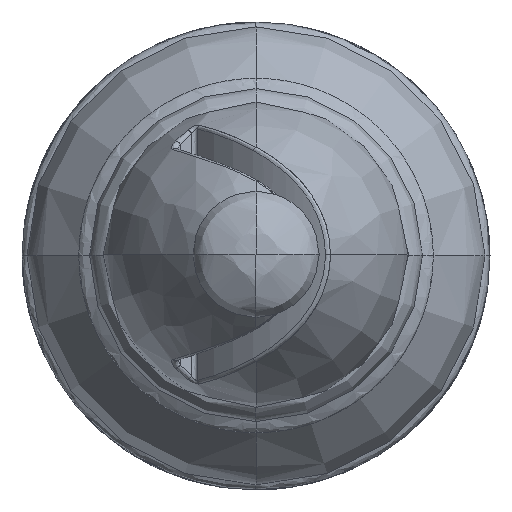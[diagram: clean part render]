
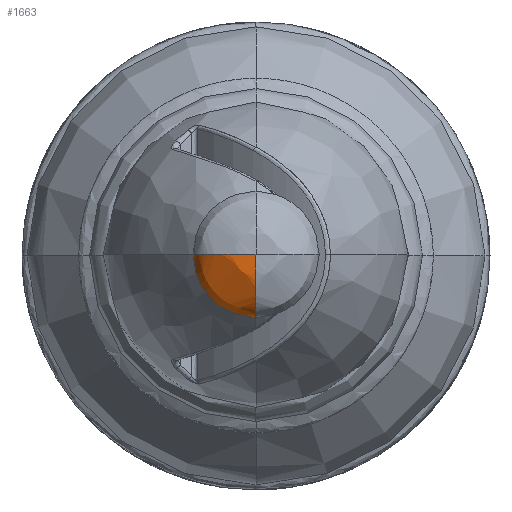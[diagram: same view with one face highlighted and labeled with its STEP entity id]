
A CAD part, top view. The second image highlights one B-rep face of the part: STEP entity #1663.
In plain terms, the highlighted free-form (B-spline) face has degree [5, 3] with [6, 7] control points.
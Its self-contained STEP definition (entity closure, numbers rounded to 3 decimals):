
#24=B_SPLINE_SURFACE_WITH_KNOTS('',5,3,((#7469,#7470,#7471,#7472,#7473,
#7474,#7475),(#7476,#7477,#7478,#7479,#7480,#7481,#7482),(#7483,#7484,#7485,
#7486,#7487,#7488,#7489),(#7490,#7491,#7492,#7493,#7494,#7495,#7496),(#7497,
#7498,#7499,#7500,#7501,#7502,#7503),(#7504,#7505,#7506,#7507,#7508,#7509,
#7510)),.UNSPECIFIED.,.F.,.F.,.F.,(6,6),(4,1,1,1,4),(0.,132.704),
(0.,28.651,58.181,98.456,158.57),
 .UNSPECIFIED.);
#180=B_SPLINE_CURVE_WITH_KNOTS('',3,(#7514,#7515,#7516,#7517,#7518,#7519,
#7520),.UNSPECIFIED.,.F.,.F.,(4,1,1,1,4),(4.626,28.651,
58.181,98.456,158.57),.UNSPECIFIED.);
#181=B_SPLINE_CURVE_WITH_KNOTS('',3,(#7521,#7522,#7523,#7524,#7525,#7526,
#7527),.UNSPECIFIED.,.F.,.F.,(4,1,1,1,4),(4.626,28.651,
58.181,98.456,158.57),.UNSPECIFIED.);
#182=B_SPLINE_CURVE_WITH_KNOTS('',3,(#7528,#7529,#7530,#7531,#7532,#7533,
#7534,#7535,#7536,#7537,#7538),.UNSPECIFIED.,.F.,.F.,(4,1,1,1,1,1,1,1,4),
(0.,0.125,0.25,0.375,0.5,
0.625,0.75,0.875,1.),.UNSPECIFIED.);
#1663=ADVANCED_FACE('',(#1768),#24,.T.);
#1768=FACE_OUTER_BOUND('',#1873,.T.);
#1873=EDGE_LOOP('',(#2078,#2079,#2080));
#2078=ORIENTED_EDGE('',*,*,#2504,.T.);
#2079=ORIENTED_EDGE('',*,*,#2505,.F.);
#2080=ORIENTED_EDGE('',*,*,#2506,.F.);
#2504=EDGE_CURVE('',#2980,#2979,#180,.T.);
#2505=EDGE_CURVE('',#2981,#2979,#181,.T.);
#2506=EDGE_CURVE('',#2980,#2981,#182,.T.);
#2979=VERTEX_POINT('',#7511);
#2980=VERTEX_POINT('',#7512);
#2981=VERTEX_POINT('',#7513);
#7469=CARTESIAN_POINT('',(-272.369,-1542.254,1235.821));
#7470=CARTESIAN_POINT('',(-280.445,-1542.254,1238.031));
#7471=CARTESIAN_POINT('',(-295.403,-1542.254,1248.255));
#7472=CARTESIAN_POINT('',(-305.762,-1542.254,1279.521));
#7473=CARTESIAN_POINT('',(-273.287,-1542.254,1309.06));
#7474=CARTESIAN_POINT('',(-242.621,-1542.254,1311.451));
#7475=CARTESIAN_POINT('',(-225.52,-1542.254,1311.451));
#7476=CARTESIAN_POINT('',(-272.369,-1557.161,1235.821));
#7477=CARTESIAN_POINT('',(-280.445,-1559.731,1238.031));
#7478=CARTESIAN_POINT('',(-295.403,-1564.491,1248.255));
#7479=CARTESIAN_POINT('',(-305.762,-1567.787,1279.521));
#7480=CARTESIAN_POINT('',(-273.287,-1557.453,1309.06));
#7481=CARTESIAN_POINT('',(-242.621,-1547.696,1311.451));
#7482=CARTESIAN_POINT('',(-225.52,-1542.254,1311.451));
#7483=CARTESIAN_POINT('',(-266.44,-1571.779,1235.821));
#7484=CARTESIAN_POINT('',(-273.494,-1576.868,1238.031));
#7485=CARTESIAN_POINT('',(-286.558,-1586.295,1248.255));
#7486=CARTESIAN_POINT('',(-295.607,-1592.823,1279.521));
#7487=CARTESIAN_POINT('',(-267.241,-1572.357,1309.06));
#7488=CARTESIAN_POINT('',(-240.456,-1553.031,1311.451));
#7489=CARTESIAN_POINT('',(-225.52,-1542.254,1311.451));
#7490=CARTESIAN_POINT('',(-255.044,-1583.174,1235.821));
#7491=CARTESIAN_POINT('',(-260.134,-1590.228,1238.031));
#7492=CARTESIAN_POINT('',(-269.561,-1603.293,1248.255));
#7493=CARTESIAN_POINT('',(-276.089,-1612.341,1279.521));
#7494=CARTESIAN_POINT('',(-255.623,-1583.976,1309.06));
#7495=CARTESIAN_POINT('',(-236.297,-1557.191,1311.451));
#7496=CARTESIAN_POINT('',(-225.52,-1542.254,1311.451));
#7497=CARTESIAN_POINT('',(-240.427,-1589.103,1235.821));
#7498=CARTESIAN_POINT('',(-242.997,-1597.179,1238.031));
#7499=CARTESIAN_POINT('',(-247.756,-1612.137,1248.255));
#7500=CARTESIAN_POINT('',(-251.052,-1622.497,1279.521));
#7501=CARTESIAN_POINT('',(-240.719,-1590.021,1309.06));
#7502=CARTESIAN_POINT('',(-230.961,-1559.355,1311.451));
#7503=CARTESIAN_POINT('',(-225.52,-1542.254,1311.451));
#7504=CARTESIAN_POINT('',(-225.52,-1589.103,1235.821));
#7505=CARTESIAN_POINT('',(-225.52,-1597.179,1238.031));
#7506=CARTESIAN_POINT('',(-225.52,-1612.137,1248.255));
#7507=CARTESIAN_POINT('',(-225.52,-1622.497,1279.521));
#7508=CARTESIAN_POINT('',(-225.52,-1590.021,1309.06));
#7509=CARTESIAN_POINT('',(-225.52,-1559.355,1311.451));
#7510=CARTESIAN_POINT('',(-225.52,-1542.254,1311.451));
#7511=CARTESIAN_POINT('',(-225.52,-1542.254,1311.451));
#7512=CARTESIAN_POINT('',(-225.52,-1592.954,1237.109));
#7513=CARTESIAN_POINT('',(-276.219,-1542.254,1237.109));
#7514=CARTESIAN_POINT('',(-225.52,-1592.954,1237.109));
#7515=CARTESIAN_POINT('',(-225.52,-1599.502,1239.709));
#7516=CARTESIAN_POINT('',(-225.52,-1612.624,1249.724));
#7517=CARTESIAN_POINT('',(-225.52,-1622.497,1279.521));
#7518=CARTESIAN_POINT('',(-225.52,-1590.021,1309.06));
#7519=CARTESIAN_POINT('',(-225.52,-1559.355,1311.451));
#7520=CARTESIAN_POINT('',(-225.52,-1542.254,1311.451));
#7521=CARTESIAN_POINT('',(-276.219,-1542.254,1237.109));
#7522=CARTESIAN_POINT('',(-282.768,-1542.254,1239.709));
#7523=CARTESIAN_POINT('',(-295.89,-1542.254,1249.724));
#7524=CARTESIAN_POINT('',(-305.762,-1542.254,1279.521));
#7525=CARTESIAN_POINT('',(-273.287,-1542.254,1309.06));
#7526=CARTESIAN_POINT('',(-242.621,-1542.254,1311.451));
#7527=CARTESIAN_POINT('',(-225.52,-1542.254,1311.451));
#7528=CARTESIAN_POINT('',(-225.52,-1592.954,1237.109));
#7529=CARTESIAN_POINT('',(-228.898,-1592.954,1237.109));
#7530=CARTESIAN_POINT('',(-235.54,-1592.281,1237.109));
#7531=CARTESIAN_POINT('',(-245.016,-1589.405,1237.109));
#7532=CARTESIAN_POINT('',(-253.847,-1584.699,1237.109));
#7533=CARTESIAN_POINT('',(-261.606,-1578.333,1237.109));
#7534=CARTESIAN_POINT('',(-267.968,-1570.575,1237.109));
#7535=CARTESIAN_POINT('',(-272.672,-1561.747,1237.109));
#7536=CARTESIAN_POINT('',(-275.546,-1552.274,1237.109));
#7537=CARTESIAN_POINT('',(-276.219,-1545.632,1237.109));
#7538=CARTESIAN_POINT('',(-276.219,-1542.254,1237.109));
